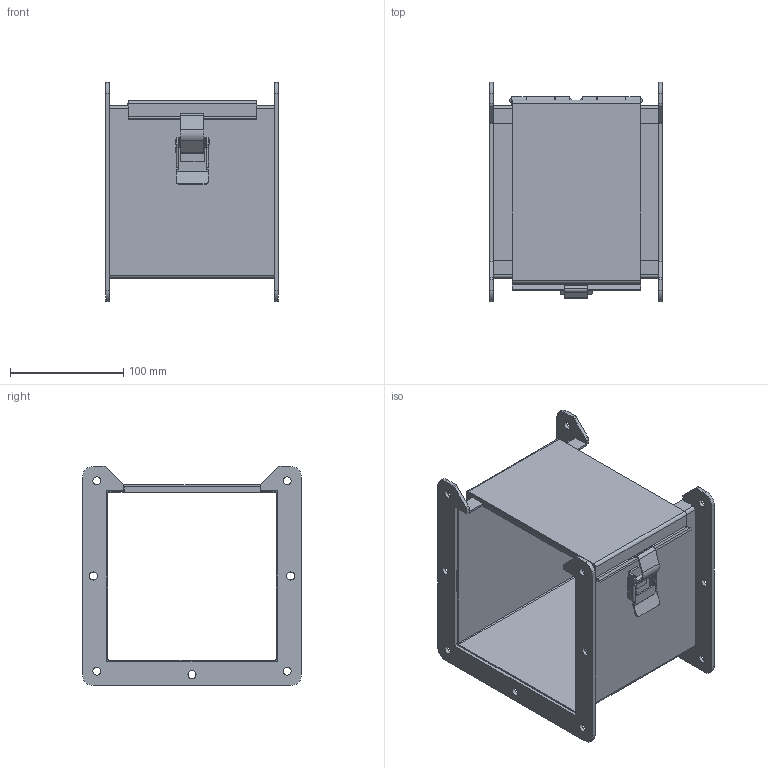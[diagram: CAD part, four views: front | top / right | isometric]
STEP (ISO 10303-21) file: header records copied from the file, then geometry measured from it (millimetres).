
FILE_DESCRIPTION (( 'STEP AP203' ), '1' );
FILE_NAME ('1485D6.step', '2020-11-19T14:35:34', ( 'ADC123' ), ( 'Microsoft' ), 'SwSTEP 2.0', 'SolidWorks 2019', '' );
FILE_SCHEMA (( 'CONFIG_CONTROL_DESIGN' ));
Length unit declared in the file: inch
Products named in the file (1): 1485D6
Bounding box: 152.4 x 193.68 x 193.68 mm (x, y, z)
Volume: 298829.8 mm3; surface area: 284385.5 mm2
Topology: 17 solids, 17 shells, 302 faces, 794 edges, 524 vertices
Faces by surface type: plane 188, cylinder 110, bspline 4
Full cylindrical faces by diameter (mm): 3.175 x3, 3.302 x2, 3.969 x2, 4.166 x2, 4.763 x3, 7.137 x14
Entity records: 9315 total; most frequent: CARTESIAN_POINT 1677, DIRECTION 1576, ORIENTED_EDGE 1518, EDGE_CURVE 759, VECTOR 528, LINE 528, AXIS2_PLACEMENT_3D 524, VERTEX_POINT 523
